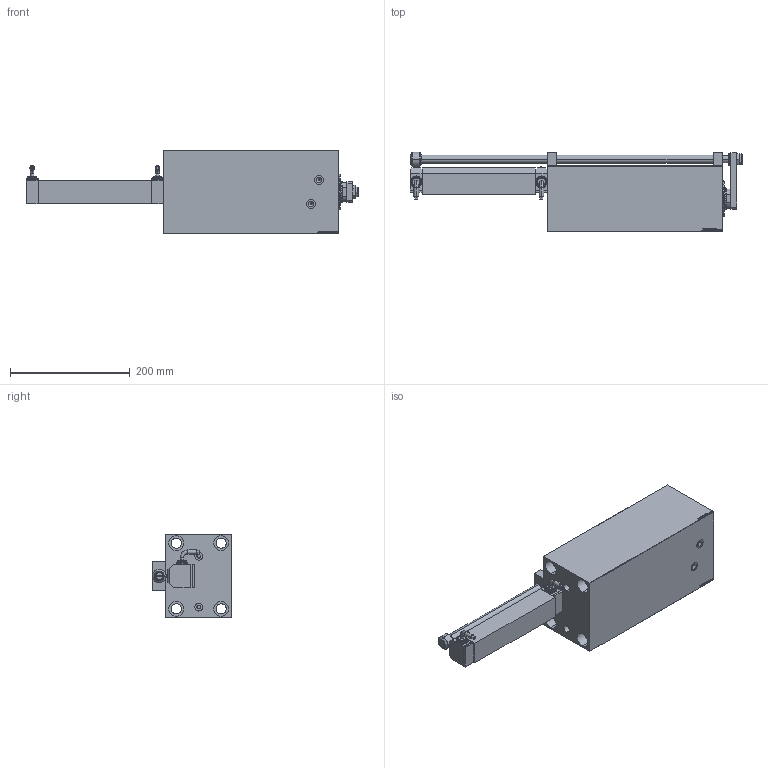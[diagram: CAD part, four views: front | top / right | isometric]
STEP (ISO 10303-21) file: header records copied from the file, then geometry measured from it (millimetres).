
FILE_DESCRIPTION (( 'STEP AP203' ), '1' );
FILE_NAME ('c5e7.STEP', '2022-04-17T15:28:51', ( '' ), ( '' ), 'SwSTEP 2.0', 'SolidWorks 2019', '' );
FILE_SCHEMA (( 'CONFIG_CONTROL_DESIGN' ));
Length unit declared in the file: millimetre
Products named in the file (13): SWITCH_P_FRONT_BACK 1f3f03312154517a18f2215ed4910a57; MIDDLE 1f3f03312154517a18f2215ed4910a57; V450CP_C 1f3f03312154517a18f2215ed4910a57; NUT_D16 1f3f03312154517a18f2215ed4910a57; V450CP_VC_B 1f3f03312154517a18f2215ed4910a57; V450CP_B_VCP 1f3f03312154517a18f2215ed4910a57; TYC_P 1f3f03312154517a18f2215ed4910a57; ZARAZKA_P 1f3f03312154517a18f2215ed4910a57; SWITCH P 1f3f03312154517a18f2215ed4910a57; SWITCH DIM W_B 1f3f03312154517a18f2215ed4910a57; KROUZEK_PRO_TYC 1f3f03312154517a18f2215ed4910a57; c5e7; NUT_D19_P 1f3f03312154517a18f2215ed4910a57
Assembly tree (14 placements, depth 2):
  c5e7
    V450CP_C 1f3f03312154517a18f2215ed4910a57
    TYC_P 1f3f03312154517a18f2215ed4910a57
    ZARAZKA_P 1f3f03312154517a18f2215ed4910a57
    KROUZEK_PRO_TYC 1f3f03312154517a18f2215ed4910a57
    MIDDLE 1f3f03312154517a18f2215ed4910a57
    NUT_D16 1f3f03312154517a18f2215ed4910a57
    NUT_D19_P 1f3f03312154517a18f2215ed4910a57
    SWITCH DIM W_B 1f3f03312154517a18f2215ed4910a57
    SWITCH P 1f3f03312154517a18f2215ed4910a57  x2
    SWITCH_P_FRONT_BACK 1f3f03312154517a18f2215ed4910a57  x2
    V450CP_B_VCP 1f3f03312154517a18f2215ed4910a57
    V450CP_VC_B 1f3f03312154517a18f2215ed4910a57
Bounding box: 555.6 x 132.5 x 140 mm (x, y, z)
Volume: 4001562.5 mm3; surface area: 495650.8 mm2
Topology: 14 solids, 14 shells, 1136 faces, 2814 edges, 1842 vertices
Faces by surface type: plane 529, bspline 384, cylinder 138, cone 53, torus 32
Entity records: 51615 total; most frequent: CARTESIAN_POINT 27293, ORIENTED_EDGE 5268, DIRECTION 3541, EDGE_CURVE 2634, VERTEX_POINT 1729, LINE 1505, VECTOR 1505, EDGE_LOOP 1217
